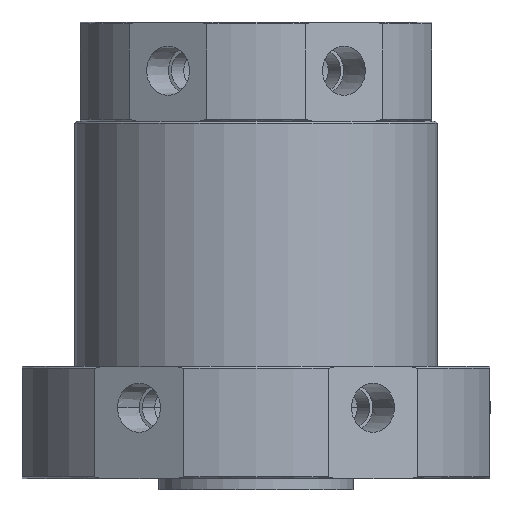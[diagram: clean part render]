
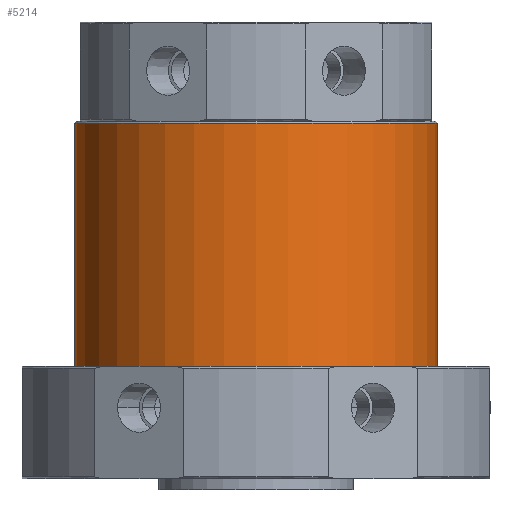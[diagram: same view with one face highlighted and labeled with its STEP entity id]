
A CAD part, front view. The second image highlights one B-rep face of the part: STEP entity #5214.
In plain terms, the highlighted cylindrical face has radius 48.5 mm (diameter 97 mm), a partial arc.
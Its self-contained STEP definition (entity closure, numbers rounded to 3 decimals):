
#41 = AXIS2_PLACEMENT_3D ( 'NONE', #5537, #3432, #2897 ) ;
#52 = DIRECTION ( 'NONE',  ( 0., 0., -1. ) ) ;
#335 = LINE ( 'NONE', #1826, #5833 ) ;
#702 = LINE ( 'NONE', #2166, #3369 ) ;
#1826 = CARTESIAN_POINT ( 'NONE',  ( 48.5, 0., 95.5 ) ) ;
#1855 = EDGE_CURVE ( 'NONE', #4204, #6308, #702, .T. ) ;
#2041 = CARTESIAN_POINT ( 'NONE',  ( 48.5, 0., 30. ) ) ;
#2158 = DIRECTION ( 'NONE',  ( 0., 0., 1. ) ) ;
#2166 = CARTESIAN_POINT ( 'NONE',  ( -48.5, 0., 95.5 ) ) ;
#2278 = ORIENTED_EDGE ( 'NONE', *, *, #2798, .T. ) ;
#2344 = AXIS2_PLACEMENT_3D ( 'NONE', #5345, #2158, #5883 ) ;
#2798 = EDGE_CURVE ( 'NONE', #5671, #4204, #6687, .T. ) ;
#2814 = AXIS2_PLACEMENT_3D ( 'NONE', #3097, #6812, #3629 ) ;
#2897 = DIRECTION ( 'NONE',  ( -1., 0., 0. ) ) ;
#3014 = CYLINDRICAL_SURFACE ( 'NONE', #41, 48.5 ) ;
#3097 = CARTESIAN_POINT ( 'NONE',  ( 0., 0., 95. ) ) ;
#3327 = CARTESIAN_POINT ( 'NONE',  ( 48.5, 0., 95. ) ) ;
#3335 = FACE_OUTER_BOUND ( 'NONE', #6392, .T. ) ;
#3369 = VECTOR ( 'NONE', #52, 1000. ) ;
#3432 = DIRECTION ( 'NONE',  ( 0., 0., -1. ) ) ;
#3629 = DIRECTION ( 'NONE',  ( 1., 0., 0. ) ) ;
#3746 = ORIENTED_EDGE ( 'NONE', *, *, #4415, .T. ) ;
#3935 = ORIENTED_EDGE ( 'NONE', *, *, #1855, .T. ) ;
#3975 = CARTESIAN_POINT ( 'NONE',  ( -48.5, 0., 30. ) ) ;
#4204 = VERTEX_POINT ( 'NONE', #6187 ) ;
#4415 = EDGE_CURVE ( 'NONE', #6308, #4890, #5918, .T. ) ;
#4890 = VERTEX_POINT ( 'NONE', #2041 ) ;
#5016 = DIRECTION ( 'NONE',  ( 0., 0., -1. ) ) ;
#5070 = ORIENTED_EDGE ( 'NONE', *, *, #5206, .F. ) ;
#5206 = EDGE_CURVE ( 'NONE', #5671, #4890, #335, .T. ) ;
#5214 = ADVANCED_FACE ( 'NONE', ( #3335 ), #3014, .T. ) ;
#5345 = CARTESIAN_POINT ( 'NONE',  ( 0., 0., 30. ) ) ;
#5537 = CARTESIAN_POINT ( 'NONE',  ( 0., 0., 95.5 ) ) ;
#5671 = VERTEX_POINT ( 'NONE', #3327 ) ;
#5833 = VECTOR ( 'NONE', #5016, 1000. ) ;
#5883 = DIRECTION ( 'NONE',  ( 1., 0., 0. ) ) ;
#5918 = CIRCLE ( 'NONE', #2344, 48.5 ) ;
#6187 = CARTESIAN_POINT ( 'NONE',  ( -48.5, 0., 95. ) ) ;
#6308 = VERTEX_POINT ( 'NONE', #3975 ) ;
#6392 = EDGE_LOOP ( 'NONE', ( #5070, #2278, #3935, #3746 ) ) ;
#6687 = CIRCLE ( 'NONE', #2814, 48.5 ) ;
#6812 = DIRECTION ( 'NONE',  ( 0., 0., -1. ) ) ;
